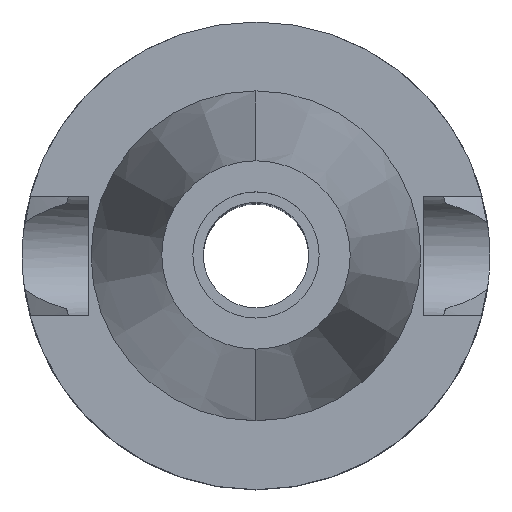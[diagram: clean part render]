
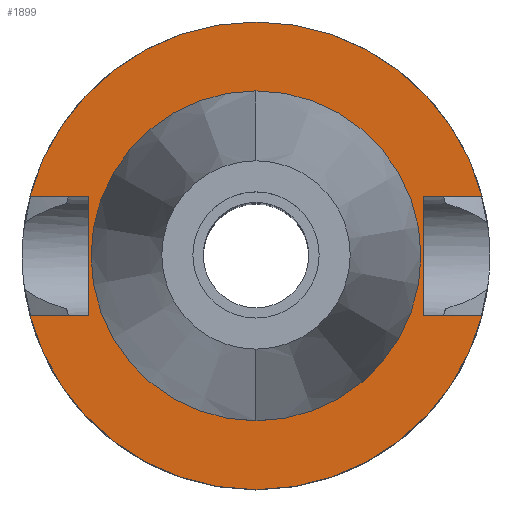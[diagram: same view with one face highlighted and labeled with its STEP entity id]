
A CAD part, top view. The second image highlights one B-rep face of the part: STEP entity #1899.
In plain terms, the highlighted planar face has unit normal (0, 0, 1).
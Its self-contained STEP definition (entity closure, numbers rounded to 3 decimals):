
#762=DIRECTION('',(1.,0.,0.));
#763=VECTOR('',#762,7.954);
#764=CARTESIAN_POINT('',(22.5,8.05,-1.));
#765=LINE('',#764,#763);
#809=DIRECTION('',(0.,1.,0.));
#810=VECTOR('',#809,16.1);
#811=CARTESIAN_POINT('',(-22.5,-8.05,-1.));
#812=LINE('',#811,#810);
#816=DIRECTION('',(-1.,0.,0.));
#817=VECTOR('',#816,7.954);
#818=CARTESIAN_POINT('',(-22.5,8.05,-1.));
#819=LINE('',#818,#817);
#823=CARTESIAN_POINT('',(0.,0.,-1.));
#824=DIRECTION('',(0.,0.,-1.));
#825=DIRECTION('',(-0.967,0.256,0.));
#826=AXIS2_PLACEMENT_3D('',#823,#824,#825);
#831=CARTESIAN_POINT('',(0.,0.,-1.));
#832=DIRECTION('',(0.,0.,-1.));
#833=DIRECTION('',(0.,1.,0.));
#834=AXIS2_PLACEMENT_3D('',#831,#832,#833);
#839=DIRECTION('',(0.,-1.,0.));
#840=VECTOR('',#839,16.1);
#841=CARTESIAN_POINT('',(22.5,8.05,-1.));
#842=LINE('',#841,#840);
#846=DIRECTION('',(1.,0.,0.));
#847=VECTOR('',#846,7.954);
#848=CARTESIAN_POINT('',(22.5,-8.05,-1.));
#849=LINE('',#848,#847);
#853=CARTESIAN_POINT('',(0.,0.,-1.));
#854=DIRECTION('',(0.,0.,-1.));
#855=DIRECTION('',(0.967,-0.256,0.));
#856=AXIS2_PLACEMENT_3D('',#853,#854,#855);
#861=CARTESIAN_POINT('',(0.,0.,-1.));
#862=DIRECTION('',(0.,0.,-1.));
#863=DIRECTION('',(0.,-1.,0.));
#864=AXIS2_PLACEMENT_3D('',#861,#862,#863);
#869=CARTESIAN_POINT('',(0.,0.,-1.));
#870=DIRECTION('',(0.,0.,1.));
#871=DIRECTION('',(0.,-1.,0.));
#872=AXIS2_PLACEMENT_3D('',#869,#870,#871);
#877=CARTESIAN_POINT('',(0.,0.,-1.));
#878=DIRECTION('',(0.,0.,1.));
#879=DIRECTION('',(0.,1.,0.));
#880=AXIS2_PLACEMENT_3D('',#877,#878,#879);
#915=DIRECTION('',(-1.,0.,0.));
#916=VECTOR('',#915,7.954);
#917=CARTESIAN_POINT('',(-22.5,-8.05,-1.));
#918=LINE('',#917,#916);
#1177=CARTESIAN_POINT('',(-22.5,-8.05,-1.));
#1178=VERTEX_POINT('',#1177);
#1179=CARTESIAN_POINT('',(-30.454,-8.05,-1.));
#1180=VERTEX_POINT('',#1179);
#1183=CARTESIAN_POINT('',(-22.5,8.05,-1.));
#1184=VERTEX_POINT('',#1183);
#1185=CARTESIAN_POINT('',(-30.454,8.05,-1.));
#1186=VERTEX_POINT('',#1185);
#1187=CARTESIAN_POINT('',(0.,31.5,-1.));
#1188=CARTESIAN_POINT('',(30.454,8.05,-1.));
#1189=VERTEX_POINT('',#1187);
#1190=VERTEX_POINT('',#1188);
#1191=CARTESIAN_POINT('',(22.5,8.05,-1.));
#1192=VERTEX_POINT('',#1191);
#1193=CARTESIAN_POINT('',(22.5,-8.05,-1.));
#1194=VERTEX_POINT('',#1193);
#1195=CARTESIAN_POINT('',(30.454,-8.05,-1.));
#1196=VERTEX_POINT('',#1195);
#1197=CARTESIAN_POINT('',(0.,-31.5,-1.));
#1198=VERTEX_POINT('',#1197);
#1199=CARTESIAN_POINT('',(0.,-22.225,-1.));
#1200=CARTESIAN_POINT('',(0.,22.225,-1.));
#1201=VERTEX_POINT('',#1199);
#1202=VERTEX_POINT('',#1200);
#1869=CARTESIAN_POINT('',(0.,0.,-1.));
#1870=DIRECTION('',(0.,0.,-1.));
#1871=DIRECTION('',(0.,-1.,0.));
#1872=AXIS2_PLACEMENT_3D('',#1869,#1870,#1871);
#1873=PLANE('',#1872);
#1875=ORIENTED_EDGE('',*,*,#1874,.T.);
#1876=ORIENTED_EDGE('',*,*,#1812,.T.);
#1878=ORIENTED_EDGE('',*,*,#1877,.T.);
#1880=ORIENTED_EDGE('',*,*,#1879,.T.);
#1881=ORIENTED_EDGE('',*,*,#1846,.F.);
#1882=ORIENTED_EDGE('',*,*,#1859,.T.);
#1884=ORIENTED_EDGE('',*,*,#1883,.T.);
#1886=ORIENTED_EDGE('',*,*,#1885,.T.);
#1888=ORIENTED_EDGE('',*,*,#1887,.T.);
#1890=ORIENTED_EDGE('',*,*,#1889,.F.);
#1891=EDGE_LOOP('',(#1875,#1876,#1878,#1880,#1881,#1882,#1884,#1886,#1888,
#1890));
#1892=FACE_OUTER_BOUND('',#1891,.F.);
#1894=ORIENTED_EDGE('',*,*,#1893,.T.);
#1896=ORIENTED_EDGE('',*,*,#1895,.T.);
#1897=EDGE_LOOP('',(#1894,#1896));
#1898=FACE_BOUND('',#1897,.F.);
#827=CIRCLE('',#826,31.5);
#835=CIRCLE('',#834,31.5);
#857=CIRCLE('',#856,31.5);
#865=CIRCLE('',#864,31.5);
#873=CIRCLE('',#872,22.225);
#881=CIRCLE('',#880,22.225);
#1812=EDGE_CURVE('',#1184,#1186,#819,.T.);
#1846=EDGE_CURVE('',#1192,#1190,#765,.T.);
#1859=EDGE_CURVE('',#1192,#1194,#842,.T.);
#1874=EDGE_CURVE('',#1178,#1184,#812,.T.);
#1877=EDGE_CURVE('',#1186,#1189,#827,.T.);
#1879=EDGE_CURVE('',#1189,#1190,#835,.T.);
#1883=EDGE_CURVE('',#1194,#1196,#849,.T.);
#1885=EDGE_CURVE('',#1196,#1198,#857,.T.);
#1887=EDGE_CURVE('',#1198,#1180,#865,.T.);
#1889=EDGE_CURVE('',#1178,#1180,#918,.T.);
#1893=EDGE_CURVE('',#1201,#1202,#873,.T.);
#1895=EDGE_CURVE('',#1202,#1201,#881,.T.);
#1899=ADVANCED_FACE('',(#1892,#1898),#1873,.F.);
